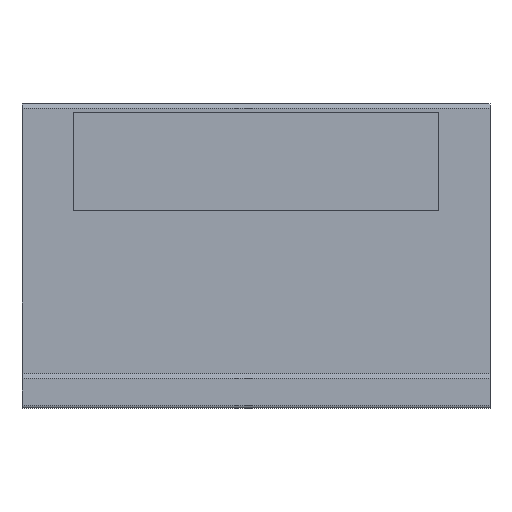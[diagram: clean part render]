
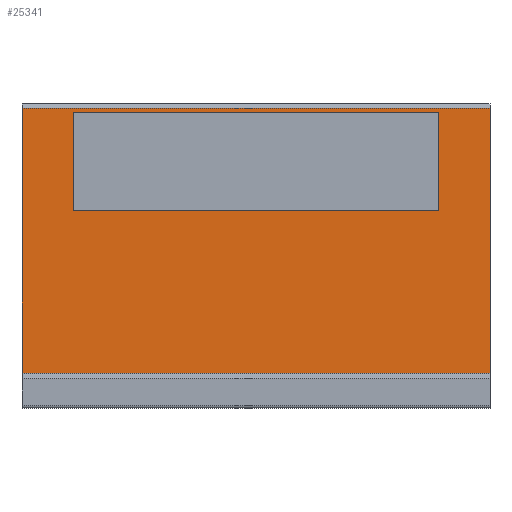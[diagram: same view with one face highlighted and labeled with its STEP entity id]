
A CAD part, front view. The second image highlights one B-rep face of the part: STEP entity #25341.
In plain terms, the highlighted planar face has unit normal (0, -1, 0).
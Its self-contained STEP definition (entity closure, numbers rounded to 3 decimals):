
#23912=CARTESIAN_POINT('',(88.0,-23.,52.718));
#23913=VERTEX_POINT('',#23912);
#23920=CARTESIAN_POINT('',(88.0,-23.,2.913));
#23921=VERTEX_POINT('',#23920);
#23922=CARTESIAN_POINT('',(88.0,-23.,2.913));
#23923=DIRECTION('',(0.0,0.0,1.0));
#23924=VECTOR('',#23923,49.805);
#23925=LINE('',#23922,#23924);
#23926=EDGE_CURVE('',#23921,#23913,#23925,.T.);
#24999=CARTESIAN_POINT('',(0.0,-23.,2.913));
#25000=VERTEX_POINT('',#24999);
#25008=CARTESIAN_POINT('',(0.0,-23.,52.718));
#25009=VERTEX_POINT('',#25008);
#25010=CARTESIAN_POINT('',(0.,-23.,52.718));
#25011=DIRECTION('',(0.0,0.0,-1.0));
#25012=VECTOR('',#25011,49.805);
#25013=LINE('',#25010,#25012);
#25014=EDGE_CURVE('',#25009,#25000,#25013,.T.);
#25320=CARTESIAN_POINT('',(88.0,-23.,52.718));
#25321=DIRECTION('',(0.0,-1.0,0.0));
#25322=DIRECTION('',(1.0,0.0,0.0));
#25323=AXIS2_PLACEMENT_3D('',#25320,#25321,#25322);
#25324=PLANE('',#25323);
#25325=ORIENTED_EDGE('',*,*,#25014,.T.);
#25326=CARTESIAN_POINT('',(88.0,-23.,2.913));
#25327=DIRECTION('',(-1.0,0.0,0.0));
#25328=VECTOR('',#25327,88.0);
#25329=LINE('',#25326,#25328);
#25330=EDGE_CURVE('',#23921,#25000,#25329,.T.);
#25331=ORIENTED_EDGE('',*,*,#25330,.F.);
#25332=ORIENTED_EDGE('',*,*,#23926,.T.);
#25333=CARTESIAN_POINT('',(88.0,-23.,52.718));
#25334=DIRECTION('',(-1.0,0.0,0.0));
#25335=VECTOR('',#25334,88.0);
#25336=LINE('',#25333,#25335);
#25337=EDGE_CURVE('',#23913,#25009,#25336,.T.);
#25338=ORIENTED_EDGE('',*,*,#25337,.T.);
#25339=EDGE_LOOP('',(#25325,#25331,#25332,#25338));
#25340=FACE_OUTER_BOUND('',#25339,.T.);
#25341=ADVANCED_FACE('',(#25340),#25324,.T.);
